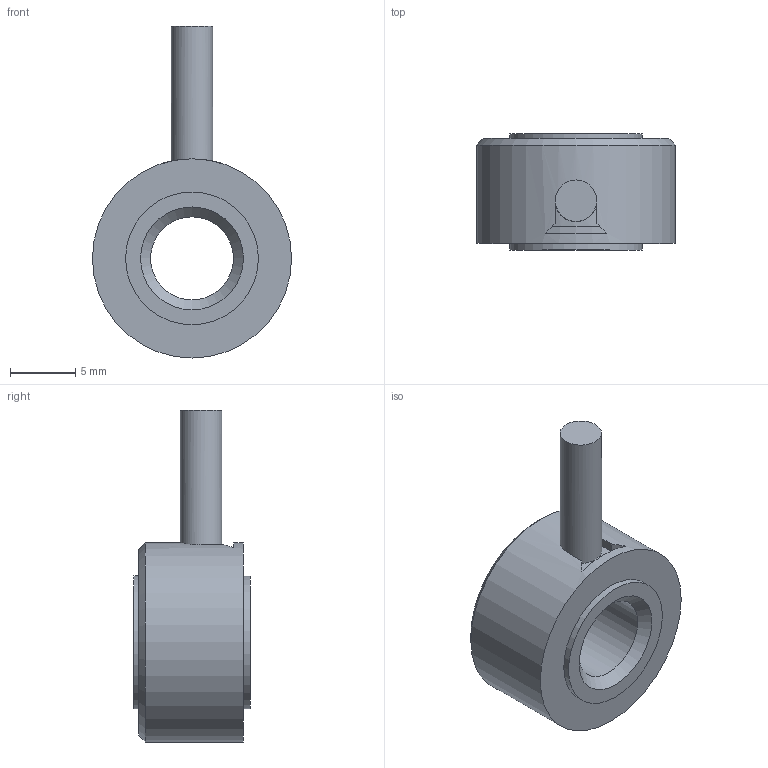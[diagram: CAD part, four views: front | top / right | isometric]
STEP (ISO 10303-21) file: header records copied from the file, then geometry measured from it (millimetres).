
FILE_DESCRIPTION((''),'2;1');
FILE_NAME('LLW200.stp','2010-11-15T09:40:07',('thomasl'),(''),'Autodesk Inventor 2008','Autodesk Inventor 2008','');
FILE_SCHEMA(('AUTOMOTIVE_DESIGN { 1 0 10303 214 1 1 1 1 }'));
Length unit declared in the file: inch
Products named in the file (2): LLW200; COVER
Assembly tree (1 placements, depth 2):
  LLW200
    COVER
Bounding box: 15.24 x 8.89 x 25.4 mm (x, y, z)
Volume: 1244.5 mm3; surface area: 1572.4 mm2
Topology: 1 solids, 1 shells, 23 faces, 54 edges, 36 vertices
Faces by surface type: plane 12, cylinder 8, cone 3
Full cylindrical faces by diameter (mm): 3.175 x1, 6.35 x1, 10.16 x2, 13.462 x1, 13.818 x1, 13.868 x1, 15.24 x1
Entity records: 710 total; most frequent: CARTESIAN_POINT 168, DIRECTION 108, ORIENTED_EDGE 78, AXIS2_PLACEMENT_3D 49, EDGE_LOOP 44, EDGE_CURVE 39, VERTEX_POINT 33, FACE_OUTER_BOUND 23
